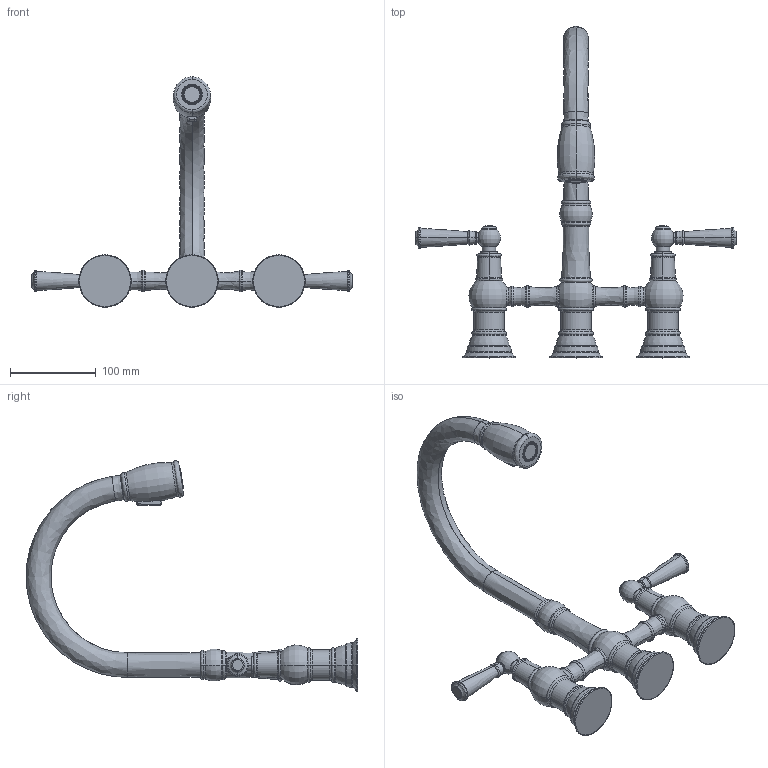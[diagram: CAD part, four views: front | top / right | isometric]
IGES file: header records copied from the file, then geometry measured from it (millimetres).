
Start section:  PTC IGES file: 2470-5463.igs
Global section: file name: 2470-5463.igs; native system: Creo Parametric by PTC Inc.; preprocessor: 2018400; author: gbazan; organization: Unknown; date: 20220125.144431; units: inch
Bounding box: 375.2 x 387.74 x 269.42 mm (x, y, z)
Surface area: 136422.7 mm2 (no closed solid volume)
Topology: 0 solids, 0 shells, 451 faces, 1880 edges, 1860 vertices
Faces by surface type: revolution 366, bspline 85
